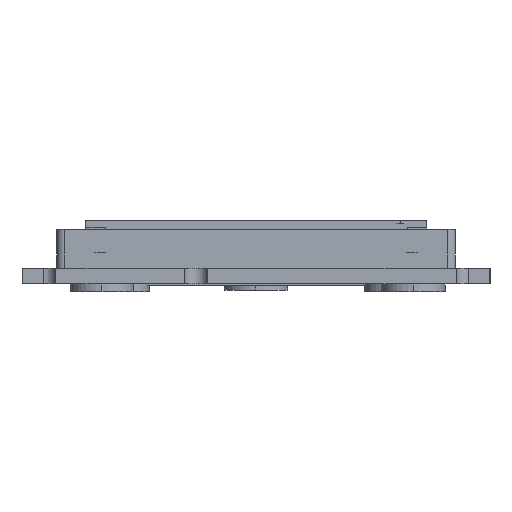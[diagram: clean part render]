
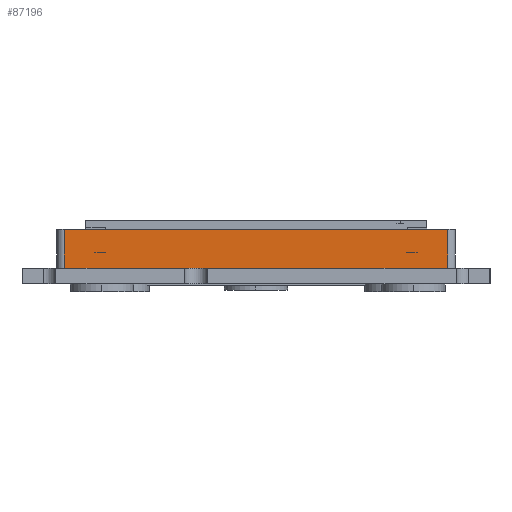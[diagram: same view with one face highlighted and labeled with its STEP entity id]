
A CAD part, front view. The second image highlights one B-rep face of the part: STEP entity #87196.
In plain terms, the highlighted face is planar.
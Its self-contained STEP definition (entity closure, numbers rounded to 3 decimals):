
#86932 = VERTEX_POINT('',#86933);
#86933 = CARTESIAN_POINT('',(-25.1,2.5,0.));
#86940 = EDGE_CURVE('',#86932,#86941,#86943,.T.);
#86941 = VERTEX_POINT('',#86942);
#86942 = CARTESIAN_POINT('',(-0.5,2.5,0.));
#86943 = LINE('',#86944,#86945);
#86944 = CARTESIAN_POINT('',(0.,2.5,0.));
#86945 = VECTOR('',#86946,1.);
#86946 = DIRECTION('',(1.,0.,0.));
#87063 = VERTEX_POINT('',#87064);
#87064 = CARTESIAN_POINT('',(-0.5,0.,0.));
#87071 = EDGE_CURVE('',#87072,#87063,#87074,.T.);
#87072 = VERTEX_POINT('',#87073);
#87073 = CARTESIAN_POINT('',(-25.1,0.,0.));
#87074 = LINE('',#87075,#87076);
#87075 = CARTESIAN_POINT('',(0.,0.,0.));
#87076 = VECTOR('',#87077,1.);
#87077 = DIRECTION('',(1.,0.,0.));
#87196 = ADVANCED_FACE('',(#87197),#87213,.F.);
#87197 = FACE_BOUND('',#87198,.T.);
#87198 = EDGE_LOOP('',(#87199,#87200,#87206,#87207));
#87199 = ORIENTED_EDGE('',*,*,#87071,.T.);
#87200 = ORIENTED_EDGE('',*,*,#87201,.T.);
#87201 = EDGE_CURVE('',#87063,#86941,#87202,.T.);
#87202 = LINE('',#87203,#87204);
#87203 = CARTESIAN_POINT('',(-0.5,2.5,0.));
#87204 = VECTOR('',#87205,1.);
#87205 = DIRECTION('',(0.,1.,0.));
#87206 = ORIENTED_EDGE('',*,*,#86940,.F.);
#87207 = ORIENTED_EDGE('',*,*,#87208,.T.);
#87208 = EDGE_CURVE('',#86932,#87072,#87209,.T.);
#87209 = LINE('',#87210,#87211);
#87210 = CARTESIAN_POINT('',(-25.1,2.5,0.));
#87211 = VECTOR('',#87212,1.);
#87212 = DIRECTION('',(0.,-1.,0.));
#87213 = PLANE('',#87214);
#87214 = AXIS2_PLACEMENT_3D('',#87215,#87216,#87217);
#87215 = CARTESIAN_POINT('',(0.,2.5,0.));
#87216 = DIRECTION('',(0.,0.,-1.));
#87217 = DIRECTION('',(-1.,0.,0.));
